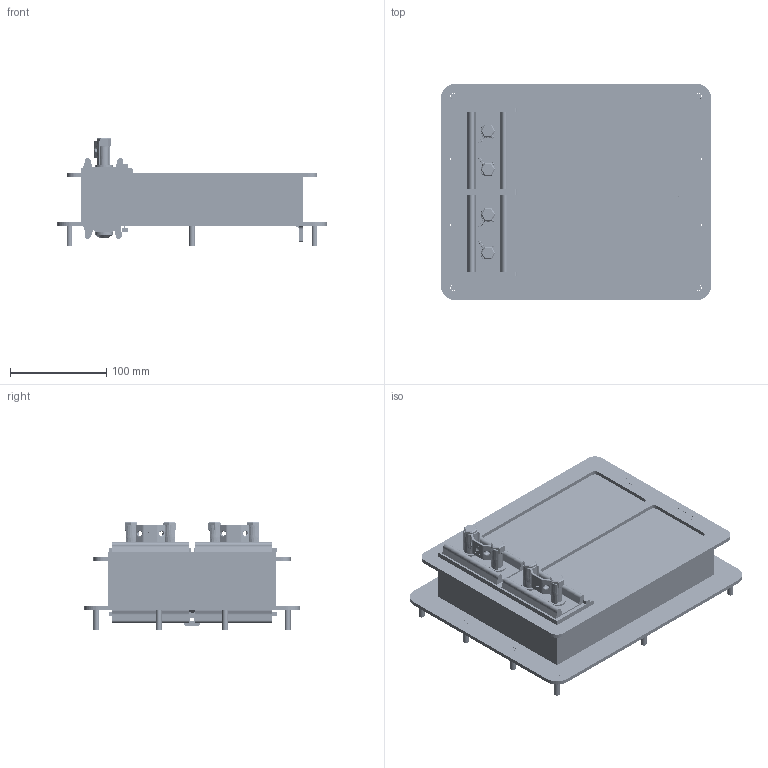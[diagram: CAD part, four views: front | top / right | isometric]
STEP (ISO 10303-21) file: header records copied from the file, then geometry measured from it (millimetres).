
FILE_DESCRIPTION(/* description */ (''),/* implementation_level */ '2;1');
FILE_NAME(/* name */ 'HD 72_36.stp',/* time_stamp */ '2025-02-26T09:39:46+01:00',/* author */ ('se-andrek'),/* organization */ (''),/* preprocessor_version */ 'ST-DEVELOPER v19.2',/* originating_system */ 'Autodesk Inventor 2023',/* authorisation */ '');
FILE_SCHEMA (('AUTOMOTIVE_DESIGN { 1 0 10303 214 3 1 1 }'));
Products named in the file (25): 100-294612; 100-279036; 100-236571; 100-236565; 100-236566; 100-236567; 100-236586; 100-265419; 100-279037; 100-230084; 100-233680; 100-244880; 100-244881; 100-233679; 100-102641; 100-040004; 100-040006; 100-040005; 100-040007; 100-224642 WEDGE CLIP; 100-039947; 100-039948; 100-039950; 100-039949; 100-039951
Assembly tree (64 placements, depth 4):
  100-294612
    100-279036
      100-236571
      100-236565  x2
      100-265419  x10
      100-236566
      100-236567
      100-236586
      100-279037
    100-230084  x2
    100-233680  x2
      100-244880
      100-244881
      100-233679
    100-102641  x12
      100-040004
        100-040006
        100-040005  x2
      100-040007
    100-224642 WEDGE CLIP  x2
    100-039947  x12
      100-039948
        100-039950
        100-039949
      100-039951
Bounding box: 281 x 225 x 112.3 mm (x, y, z)
Volume: 2073031 mm3; surface area: 2198306.4 mm2
Topology: 929 solids, 933 shells, 8734 faces, 19599 edges, 12960 vertices
Faces by surface type: plane 5552, cylinder 1989, bspline 1079, torus 40, sphere 40, cone 34
Full cylindrical faces by diameter (mm): 3 x28, 3.5 x24, 4.134 x1, 5 x4, 6 x10, 6.4 x10, 8 x4, 10 x20, 18 x8
Entity records: 64632 total; most frequent: CARTESIAN_POINT 19457, ORIENTED_EDGE 10002, DIRECTION 7251, EDGE_CURVE 5001, LINE 3377, VECTOR 3377, VERTEX_POINT 3277, EDGE_LOOP 2118
